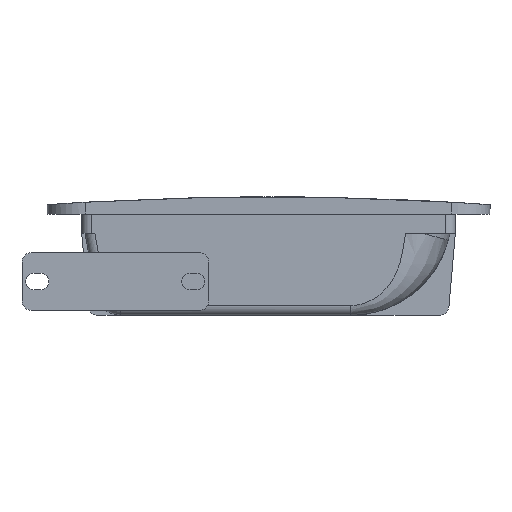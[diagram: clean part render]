
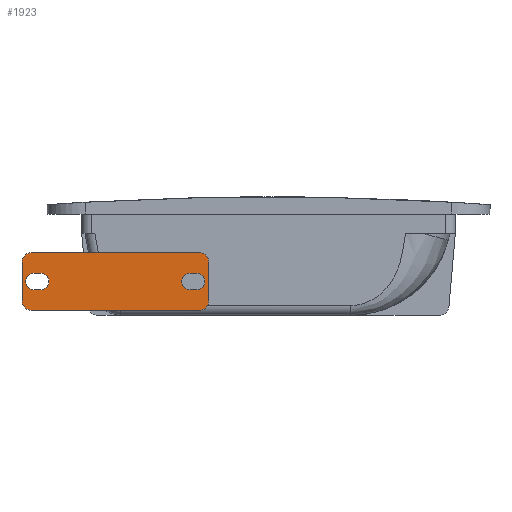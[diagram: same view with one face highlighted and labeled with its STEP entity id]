
A CAD part, front view. The second image highlights one B-rep face of the part: STEP entity #1923.
In plain terms, the highlighted planar face has unit normal (0, -1, 0).
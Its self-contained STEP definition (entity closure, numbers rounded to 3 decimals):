
#1369 = ORIENTED_EDGE ( 'NONE', *, *, #1902, .T. ) ;
#1842 = VERTEX_POINT ( 'NONE', #6714 ) ;
#1887 = ORIENTED_EDGE ( 'NONE', *, *, #1888, .F. ) ;
#1888 = EDGE_CURVE ( 'NONE', #1917, #1916, #6824, .T. ) ;
#1889 = ORIENTED_EDGE ( 'NONE', *, *, #1890, .F. ) ;
#1890 = EDGE_CURVE ( 'NONE', #1891, #1917, #6820, .T. ) ;
#1891 = VERTEX_POINT ( 'NONE', #6815 ) ;
#1892 = ORIENTED_EDGE ( 'NONE', *, *, #1893, .F. ) ;
#1893 = EDGE_CURVE ( 'NONE', #1894, #1891, #6814, .T. ) ;
#1894 = VERTEX_POINT ( 'NONE', #6810 ) ;
#1895 = ORIENTED_EDGE ( 'NONE', *, *, #1896, .F. ) ;
#1896 = EDGE_CURVE ( 'NONE', #1897, #1894, #6809, .T. ) ;
#1897 = VERTEX_POINT ( 'NONE', #6804 ) ;
#1898 = ORIENTED_EDGE ( 'NONE', *, *, #1899, .F. ) ;
#1899 = EDGE_CURVE ( 'NONE', #1910, #1897, #6803, .T. ) ;
#1900 = EDGE_LOOP ( 'NONE', ( #1959, #1962, #1965, #1968 ) ) ;
#1901 = VERTEX_POINT ( 'NONE', #6799 ) ;
#1902 = EDGE_CURVE ( 'NONE', #1842, #1903, #6798, .T. ) ;
#1903 = VERTEX_POINT ( 'NONE', #6856 ) ;
#1904 = ORIENTED_EDGE ( 'NONE', *, *, #1905, .T. ) ;
#1905 = EDGE_CURVE ( 'NONE', #1903, #1927, #6855, .T. ) ;
#1906 = EDGE_LOOP ( 'NONE', ( #1907, #1911, #1914, #1887, #1889, #1892, #1895, #1898 ) ) ;
#1907 = ORIENTED_EDGE ( 'NONE', *, *, #1908, .F. ) ;
#1908 = EDGE_CURVE ( 'NONE', #1909, #1910, #6851, .T. ) ;
#1909 = VERTEX_POINT ( 'NONE', #6846 ) ;
#1910 = VERTEX_POINT ( 'NONE', #6845 ) ;
#1911 = ORIENTED_EDGE ( 'NONE', *, *, #1912, .F. ) ;
#1912 = EDGE_CURVE ( 'NONE', #1913, #1909, #6844, .T. ) ;
#1913 = VERTEX_POINT ( 'NONE', #6840 ) ;
#1914 = ORIENTED_EDGE ( 'NONE', *, *, #1915, .F. ) ;
#1915 = EDGE_CURVE ( 'NONE', #1916, #1913, #6839, .T. ) ;
#1916 = VERTEX_POINT ( 'NONE', #6834 ) ;
#1917 = VERTEX_POINT ( 'NONE', #6833 ) ;
#1923 = ADVANCED_FACE ( 'NONE', ( #6887, #6886, #6885 ), #6884, .F. ) ;
#1924 = EDGE_LOOP ( 'NONE', ( #1925, #1929, #1369, #1904 ) ) ;
#1925 = ORIENTED_EDGE ( 'NONE', *, *, #1926, .T. ) ;
#1926 = EDGE_CURVE ( 'NONE', #1927, #1928, #6882, .T. ) ;
#1927 = VERTEX_POINT ( 'NONE', #6874 ) ;
#1928 = VERTEX_POINT ( 'NONE', #6873 ) ;
#1929 = ORIENTED_EDGE ( 'NONE', *, *, #1930, .T. ) ;
#1930 = EDGE_CURVE ( 'NONE', #1928, #1842, #6872, .T. ) ;
#1959 = ORIENTED_EDGE ( 'NONE', *, *, #1960, .T. ) ;
#1960 = EDGE_CURVE ( 'NONE', #1901, #1961, #6949, .T. ) ;
#1961 = VERTEX_POINT ( 'NONE', #6944 ) ;
#1962 = ORIENTED_EDGE ( 'NONE', *, *, #1963, .T. ) ;
#1963 = EDGE_CURVE ( 'NONE', #1961, #1964, #6943, .T. ) ;
#1964 = VERTEX_POINT ( 'NONE', #6939 ) ;
#1965 = ORIENTED_EDGE ( 'NONE', *, *, #1966, .T. ) ;
#1966 = EDGE_CURVE ( 'NONE', #1964, #1967, #6938, .T. ) ;
#1967 = VERTEX_POINT ( 'NONE', #6933 ) ;
#1968 = ORIENTED_EDGE ( 'NONE', *, *, #1969, .T. ) ;
#1969 = EDGE_CURVE ( 'NONE', #1967, #1901, #6932, .T. ) ;
#6714 = CARTESIAN_POINT ( 'NONE',  ( -38.75, 0., 4.25 ) ) ;
#6798 = CIRCLE ( 'NONE', #6860, 4.25 ) ;
#6799 = CARTESIAN_POINT ( 'NONE',  ( 38.75, 0., -4.25 ) ) ;
#6800 = DIRECTION ( 'NONE',  ( -1., 0., 0. ) ) ;
#6801 = VECTOR ( 'NONE', #6800, 1000. ) ;
#6802 = CARTESIAN_POINT ( 'NONE',  ( -43.5, 0., -15. ) ) ;
#6803 = LINE ( 'NONE', #6802, #6801 ) ;
#6804 = CARTESIAN_POINT ( 'NONE',  ( -43.5, 0., -15. ) ) ;
#6805 = DIRECTION ( 'NONE',  ( 0., 0., 1. ) ) ;
#6806 = DIRECTION ( 'NONE',  ( 0., 1., 0. ) ) ;
#6807 = CARTESIAN_POINT ( 'NONE',  ( -43.5, 0., -10. ) ) ;
#6808 = AXIS2_PLACEMENT_3D ( 'NONE', #6807, #6806, #6805 ) ;
#6809 = CIRCLE ( 'NONE', #6808, 5. ) ;
#6810 = CARTESIAN_POINT ( 'NONE',  ( -48.5, 0., -10. ) ) ;
#6811 = DIRECTION ( 'NONE',  ( 0., 0., 1. ) ) ;
#6812 = VECTOR ( 'NONE', #6811, 1000. ) ;
#6813 = CARTESIAN_POINT ( 'NONE',  ( -48.5, 0., -10. ) ) ;
#6814 = LINE ( 'NONE', #6813, #6812 ) ;
#6815 = CARTESIAN_POINT ( 'NONE',  ( -48.5, 0., 10. ) ) ;
#6816 = DIRECTION ( 'NONE',  ( 0., 0., 1. ) ) ;
#6817 = DIRECTION ( 'NONE',  ( 0., 1., 0. ) ) ;
#6818 = CARTESIAN_POINT ( 'NONE',  ( -43.5, 0., 10. ) ) ;
#6819 = AXIS2_PLACEMENT_3D ( 'NONE', #6818, #6817, #6816 ) ;
#6820 = CIRCLE ( 'NONE', #6819, 5. ) ;
#6821 = DIRECTION ( 'NONE',  ( 1., 0., 0. ) ) ;
#6822 = VECTOR ( 'NONE', #6821, 1000. ) ;
#6823 = CARTESIAN_POINT ( 'NONE',  ( -43.5, 0., 15. ) ) ;
#6824 = LINE ( 'NONE', #6823, #6822 ) ;
#6833 = CARTESIAN_POINT ( 'NONE',  ( -43.5, 0., 15. ) ) ;
#6834 = CARTESIAN_POINT ( 'NONE',  ( 43.5, 0., 15. ) ) ;
#6835 = DIRECTION ( 'NONE',  ( 0., 0., 1. ) ) ;
#6836 = DIRECTION ( 'NONE',  ( 0., 1., 0. ) ) ;
#6837 = CARTESIAN_POINT ( 'NONE',  ( 43.5, 0., 10. ) ) ;
#6838 = AXIS2_PLACEMENT_3D ( 'NONE', #6837, #6836, #6835 ) ;
#6839 = CIRCLE ( 'NONE', #6838, 5. ) ;
#6840 = CARTESIAN_POINT ( 'NONE',  ( 48.5, 0., 10. ) ) ;
#6841 = DIRECTION ( 'NONE',  ( 0., 0., -1. ) ) ;
#6842 = VECTOR ( 'NONE', #6841, 1000. ) ;
#6843 = CARTESIAN_POINT ( 'NONE',  ( 48.5, 0., -10. ) ) ;
#6844 = LINE ( 'NONE', #6843, #6842 ) ;
#6845 = CARTESIAN_POINT ( 'NONE',  ( 43.5, 0., -15. ) ) ;
#6846 = CARTESIAN_POINT ( 'NONE',  ( 48.5, 0., -10. ) ) ;
#6847 = DIRECTION ( 'NONE',  ( 0., 0., 1. ) ) ;
#6848 = DIRECTION ( 'NONE',  ( 0., 1., 0. ) ) ;
#6849 = CARTESIAN_POINT ( 'NONE',  ( 43.5, 0., -10. ) ) ;
#6850 = AXIS2_PLACEMENT_3D ( 'NONE', #6849, #6848, #6847 ) ;
#6851 = CIRCLE ( 'NONE', #6850, 5. ) ;
#6852 = DIRECTION ( 'NONE',  ( -1., 0., 0. ) ) ;
#6853 = VECTOR ( 'NONE', #6852, 1000. ) ;
#6854 = CARTESIAN_POINT ( 'NONE',  ( -42.25, 0., -4.25 ) ) ;
#6855 = LINE ( 'NONE', #6854, #6853 ) ;
#6856 = CARTESIAN_POINT ( 'NONE',  ( -38.75, 0., -4.25 ) ) ;
#6857 = DIRECTION ( 'NONE',  ( 0., 0., -1. ) ) ;
#6858 = DIRECTION ( 'NONE',  ( 0., 1., 0. ) ) ;
#6859 = CARTESIAN_POINT ( 'NONE',  ( -38.75, 0., 0. ) ) ;
#6860 = AXIS2_PLACEMENT_3D ( 'NONE', #6859, #6858, #6857 ) ;
#6869 = DIRECTION ( 'NONE',  ( 1., 0., 0. ) ) ;
#6870 = VECTOR ( 'NONE', #6869, 1000. ) ;
#6871 = CARTESIAN_POINT ( 'NONE',  ( -38.75, 0., 4.25 ) ) ;
#6872 = LINE ( 'NONE', #6871, #6870 ) ;
#6873 = CARTESIAN_POINT ( 'NONE',  ( -42.25, 0., 4.25 ) ) ;
#6874 = CARTESIAN_POINT ( 'NONE',  ( -42.25, 0., -4.25 ) ) ;
#6875 = DIRECTION ( 'NONE',  ( 0., 0., -1. ) ) ;
#6876 = DIRECTION ( 'NONE',  ( 0., 1., 0. ) ) ;
#6877 = CARTESIAN_POINT ( 'NONE',  ( -42.25, 0., 0. ) ) ;
#6878 = AXIS2_PLACEMENT_3D ( 'NONE', #6877, #6876, #6875 ) ;
#6879 = DIRECTION ( 'NONE',  ( 0., 0., 1. ) ) ;
#6880 = DIRECTION ( 'NONE',  ( 0., 1., 0. ) ) ;
#6881 = AXIS2_PLACEMENT_3D ( 'NONE', #6883, #6880, #6879 ) ;
#6882 = CIRCLE ( 'NONE', #6878, 4.25 ) ;
#6883 = CARTESIAN_POINT ( 'NONE',  ( 43.5, 0., -10. ) ) ;
#6884 = PLANE ( 'NONE',  #6881 ) ;
#6885 = FACE_BOUND ( 'NONE', #1900, .T. ) ;
#6886 = FACE_OUTER_BOUND ( 'NONE', #1906, .T. ) ;
#6887 = FACE_BOUND ( 'NONE', #1924, .T. ) ;
#6929 = DIRECTION ( 'NONE',  ( -1., 0., 0. ) ) ;
#6930 = VECTOR ( 'NONE', #6929, 1000. ) ;
#6931 = CARTESIAN_POINT ( 'NONE',  ( 38.75, 0., -4.25 ) ) ;
#6932 = LINE ( 'NONE', #6931, #6930 ) ;
#6933 = CARTESIAN_POINT ( 'NONE',  ( 42.25, 0., -4.25 ) ) ;
#6934 = DIRECTION ( 'NONE',  ( 0., 0., -1. ) ) ;
#6935 = DIRECTION ( 'NONE',  ( 0., 1., 0. ) ) ;
#6936 = CARTESIAN_POINT ( 'NONE',  ( 42.25, 0., 0. ) ) ;
#6937 = AXIS2_PLACEMENT_3D ( 'NONE', #6936, #6935, #6934 ) ;
#6938 = CIRCLE ( 'NONE', #6937, 4.25 ) ;
#6939 = CARTESIAN_POINT ( 'NONE',  ( 42.25, 0., 4.25 ) ) ;
#6940 = DIRECTION ( 'NONE',  ( 1., 0., 0. ) ) ;
#6941 = VECTOR ( 'NONE', #6940, 1000. ) ;
#6942 = CARTESIAN_POINT ( 'NONE',  ( 42.25, 0., 4.25 ) ) ;
#6943 = LINE ( 'NONE', #6942, #6941 ) ;
#6944 = CARTESIAN_POINT ( 'NONE',  ( 38.75, 0., 4.25 ) ) ;
#6945 = DIRECTION ( 'NONE',  ( 0., 0., -1. ) ) ;
#6946 = DIRECTION ( 'NONE',  ( 0., 1., 0. ) ) ;
#6947 = CARTESIAN_POINT ( 'NONE',  ( 38.75, 0., 0. ) ) ;
#6948 = AXIS2_PLACEMENT_3D ( 'NONE', #6947, #6946, #6945 ) ;
#6949 = CIRCLE ( 'NONE', #6948, 4.25 ) ;
